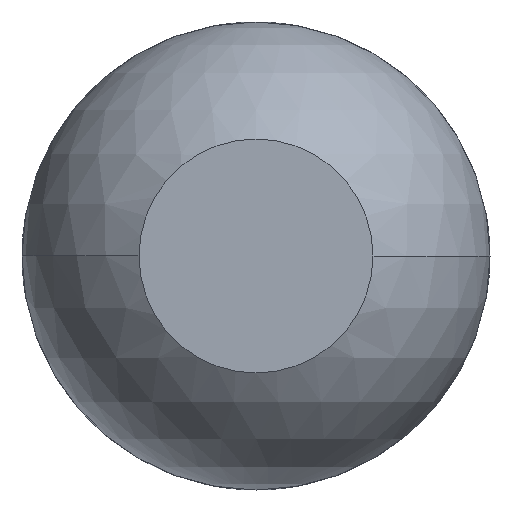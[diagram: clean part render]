
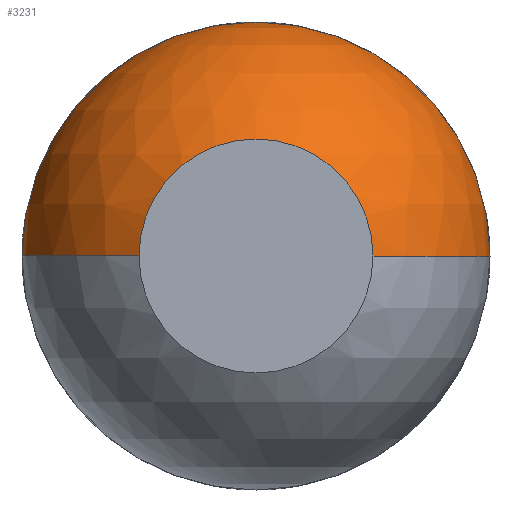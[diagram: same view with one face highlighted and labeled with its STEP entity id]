
A CAD part, front view. The second image highlights one B-rep face of the part: STEP entity #3231.
In plain terms, the highlighted spherical face has radius 0.5 mm.
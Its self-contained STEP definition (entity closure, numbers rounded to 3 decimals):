
#99 = VERTEX_POINT ( 'NONE', #2398 ) ;
#247 = CIRCLE ( 'NONE', #1875, 0.5 ) ;
#260 = CARTESIAN_POINT ( 'NONE',  ( 0., 0.433, 0. ) ) ;
#391 = CIRCLE ( 'NONE', #4842, 0.25 ) ;
#395 = CIRCLE ( 'NONE', #2909, 0.5 ) ;
#539 = AXIS2_PLACEMENT_3D ( 'NONE', #636, #3386, #2578 ) ;
#540 = CIRCLE ( 'NONE', #2811, 0.5 ) ;
#636 = CARTESIAN_POINT ( 'NONE',  ( 0., 0.433, 0. ) ) ;
#1036 = ORIENTED_EDGE ( 'NONE', *, *, #1235, .T. ) ;
#1082 = VERTEX_POINT ( 'NONE', #1569 ) ;
#1121 = DIRECTION ( 'NONE',  ( 0., 0., 1. ) ) ;
#1223 = ORIENTED_EDGE ( 'NONE', *, *, #4950, .F. ) ;
#1232 = AXIS2_PLACEMENT_3D ( 'NONE', #3939, #1121, #2710 ) ;
#1235 = EDGE_CURVE ( 'Defeature ausgef�hrt2_2+Defeature ausgef�hrt2_1+Defeature ausgef�hrt2_1+Defeature ausgef�hrt2_1', #1327, #2023, #540, .T. ) ;
#1249 = CARTESIAN_POINT ( 'NONE',  ( 0., 0., 0. ) ) ;
#1327 = VERTEX_POINT ( 'NONE', #2240 ) ;
#1442 = DIRECTION ( 'NONE',  ( -1., 0., 0. ) ) ;
#1569 = CARTESIAN_POINT ( 'NONE',  ( -0.25, 0., 0. ) ) ;
#1688 = DIRECTION ( 'NONE',  ( 0., 0., -1. ) ) ;
#1875 = AXIS2_PLACEMENT_3D ( 'NONE', #260, #2681, #1442 ) ;
#2023 = VERTEX_POINT ( 'NONE', #2125 ) ;
#2094 = DIRECTION ( 'NONE',  ( 0., -1., 0. ) ) ;
#2125 = CARTESIAN_POINT ( 'NONE',  ( -0.5, 0.433, 0. ) ) ;
#2240 = CARTESIAN_POINT ( 'NONE',  ( 0., 0.433, 0.5 ) ) ;
#2398 = CARTESIAN_POINT ( 'NONE',  ( 0., 0., 0.25 ) ) ;
#2555 = CARTESIAN_POINT ( 'NONE',  ( 0., 0., 0. ) ) ;
#2578 = DIRECTION ( 'NONE',  ( 1., 0., 0. ) ) ;
#2612 = EDGE_LOOP ( 'NONE', ( #1036, #3665, #1223, #4253, #3339, #4420 ) ) ;
#2681 = DIRECTION ( 'NONE',  ( 0., 0., -1. ) ) ;
#2710 = DIRECTION ( 'NONE',  ( 1., 0., 0. ) ) ;
#2775 = VERTEX_POINT ( 'NONE', #3279 ) ;
#2811 = AXIS2_PLACEMENT_3D ( 'NONE', #3736, #4915, #1688 ) ;
#2876 = EDGE_CURVE ( 'NONE', #2023, #1082, #4883, .T. ) ;
#2888 = CARTESIAN_POINT ( 'NONE',  ( 0.5, 0.433, 0. ) ) ;
#2909 = AXIS2_PLACEMENT_3D ( 'NONE', #4215, #4591, #5044 ) ;
#3115 = EDGE_CURVE ( 'NONE', #4959, #2775, #247, .T. ) ;
#3171 = FACE_OUTER_BOUND ( 'NONE', #2612, .T. ) ;
#3188 = CIRCLE ( 'NONE', #3931, 0.25 ) ;
#3231 = ADVANCED_FACE ( 'Defeature ausgef�hrt2_2', ( #3171 ), #3291, .T. ) ;
#3279 = CARTESIAN_POINT ( 'NONE',  ( 0.25, 0., 0. ) ) ;
#3291 = SPHERICAL_SURFACE ( 'NONE', #1232, 0.5 ) ;
#3339 = ORIENTED_EDGE ( 'NONE', *, *, #3115, .F. ) ;
#3386 = DIRECTION ( 'NONE',  ( 0., 0., 1. ) ) ;
#3629 = EDGE_CURVE ( 'Defeature ausgef�hrt2_2+Defeature ausgef�hrt2_1+Defeature ausgef�hrt2_1+Defeature ausgef�hrt2_1', #4959, #1327, #395, .T. ) ;
#3665 = ORIENTED_EDGE ( 'NONE', *, *, #2876, .T. ) ;
#3736 = CARTESIAN_POINT ( 'NONE',  ( 0., 0.433, 0. ) ) ;
#3931 = AXIS2_PLACEMENT_3D ( 'NONE', #2555, #2094, #4053 ) ;
#3939 = CARTESIAN_POINT ( 'NONE',  ( 0., 0.433, 0. ) ) ;
#4053 = DIRECTION ( 'NONE',  ( 0., 0., -1. ) ) ;
#4215 = CARTESIAN_POINT ( 'NONE',  ( 0., 0.433, 0. ) ) ;
#4253 = ORIENTED_EDGE ( 'NONE', *, *, #4674, .F. ) ;
#4401 = DIRECTION ( 'NONE',  ( 0., -1., 0. ) ) ;
#4420 = ORIENTED_EDGE ( 'NONE', *, *, #3629, .T. ) ;
#4591 = DIRECTION ( 'NONE',  ( 0., -1., 0. ) ) ;
#4674 = EDGE_CURVE ( 'Defeature ausgef�hrt2_37+Defeature ausgef�hrt2_2+Defeature ausgef�hrt2_2+Defeature ausgef�hrt2_2', #2775, #99, #391, .T. ) ;
#4812 = DIRECTION ( 'NONE',  ( 0., 0., -1. ) ) ;
#4842 = AXIS2_PLACEMENT_3D ( 'NONE', #1249, #4401, #4812 ) ;
#4883 = CIRCLE ( 'NONE', #539, 0.5 ) ;
#4915 = DIRECTION ( 'NONE',  ( 0., -1., 0. ) ) ;
#4950 = EDGE_CURVE ( 'Defeature ausgef�hrt2_37+Defeature ausgef�hrt2_2+Defeature ausgef�hrt2_2+Defeature ausgef�hrt2_2', #99, #1082, #3188, .T. ) ;
#4959 = VERTEX_POINT ( 'NONE', #2888 ) ;
#5044 = DIRECTION ( 'NONE',  ( 0., 0., -1. ) ) ;
